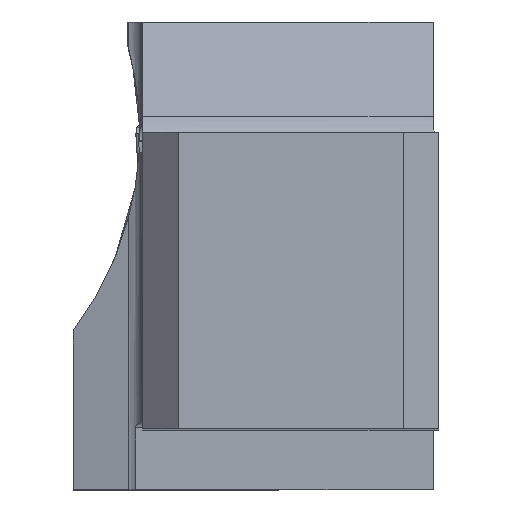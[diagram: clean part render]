
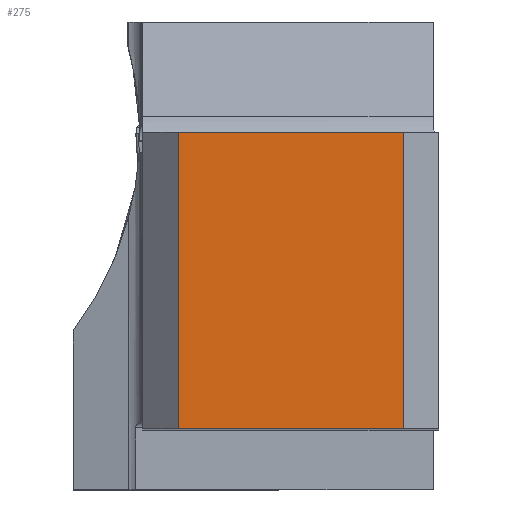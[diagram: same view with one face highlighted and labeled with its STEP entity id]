
A CAD part, top view. The second image highlights one B-rep face of the part: STEP entity #275.
In plain terms, the highlighted planar face has unit normal (0, 0, 1).
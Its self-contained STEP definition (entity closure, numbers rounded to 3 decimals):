
#275=ADVANCED_FACE('CU_BACK_SU1',(#457),#388,.F.);
#388=PLANE('',#2377);
#457=FACE_OUTER_BOUND('',#579,.T.);
#579=EDGE_LOOP('',(#917,#918,#919,#920));
#917=ORIENTED_EDGE('',*,*,#1730,.F.);
#918=ORIENTED_EDGE('',*,*,#1728,.T.);
#919=ORIENTED_EDGE('',*,*,#1731,.T.);
#920=ORIENTED_EDGE('',*,*,#1686,.F.);
#1466=VERTEX_POINT('',#3262);
#1467=VERTEX_POINT('',#3264);
#1489=VERTEX_POINT('',#3380);
#1490=VERTEX_POINT('',#3382);
#1686=EDGE_CURVE('',#1466,#1467,#1976,.T.);
#1728=EDGE_CURVE('',#1490,#1489,#2004,.T.);
#1730=EDGE_CURVE('',#1490,#1466,#2006,.T.);
#1731=EDGE_CURVE('',#1489,#1467,#2007,.T.);
#1976=LINE('',#3263,#2141);
#2004=LINE('',#3381,#2169);
#2006=LINE('',#3385,#2171);
#2007=LINE('',#3386,#2172);
#2141=VECTOR('',#2608,1.);
#2169=VECTOR('',#2682,1.);
#2171=VECTOR('',#2686,1.);
#2172=VECTOR('',#2687,1.);
#2377=AXIS2_PLACEMENT_3D('',#3387,#2688,#2689);
#2608=DIRECTION('',(1.,0.,0.));
#2682=DIRECTION('',(1.,0.,0.));
#2686=DIRECTION('',(0.,1.,0.));
#2687=DIRECTION('',(0.,1.,0.));
#2688=DIRECTION('',(0.,0.,-1.));
#2689=DIRECTION('',(-1.,0.,0.));
#3262=CARTESIAN_POINT('',(-21.925,24.925,0.));
#3263=CARTESIAN_POINT('',(-110.,24.925,0.));
#3264=CARTESIAN_POINT('',(-3.,24.925,0.));
#3380=CARTESIAN_POINT('',(-3.,0.,0.));
#3381=CARTESIAN_POINT('',(-110.,0.,0.));
#3382=CARTESIAN_POINT('',(-21.925,0.,0.));
#3385=CARTESIAN_POINT('',(-21.925,0.,0.));
#3386=CARTESIAN_POINT('',(-3.,0.,0.));
#3387=CARTESIAN_POINT('',(23.246,44.925,0.));
